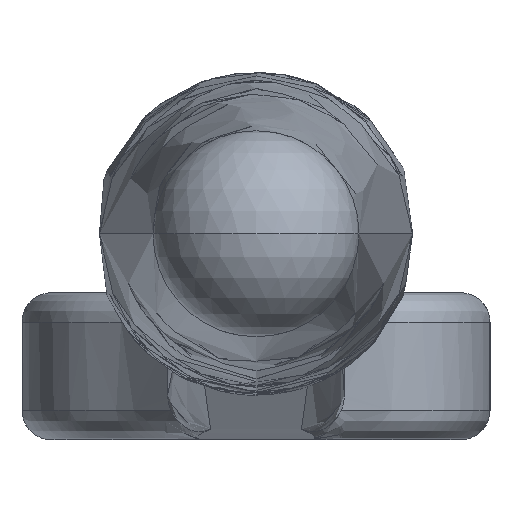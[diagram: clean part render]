
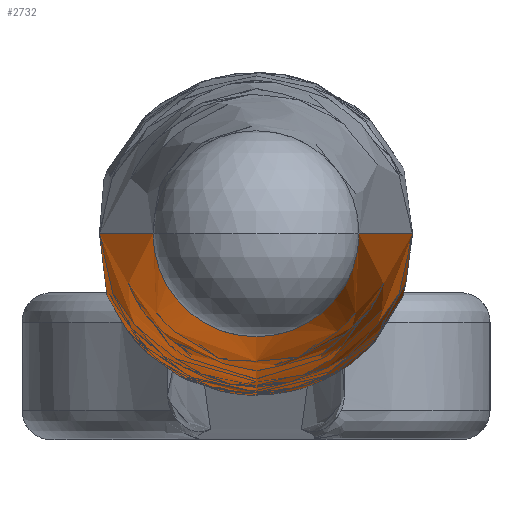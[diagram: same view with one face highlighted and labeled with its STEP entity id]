
A CAD part, front view. The second image highlights one B-rep face of the part: STEP entity #2732.
In plain terms, the highlighted free-form (B-spline) face has degree [2, 3] with [5, 4] control points.
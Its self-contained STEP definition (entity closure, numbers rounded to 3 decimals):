
#73 = AXIS2_PLACEMENT_3D ( 'NONE', #2551, #1386, #425 ) ;
#82 = CARTESIAN_POINT ( 'NONE',  ( -3., 0., 0. ) ) ;
#89 = ORIENTED_EDGE ( 'NONE', *, *, #1198, .T. ) ;
#102 = CARTESIAN_POINT ( 'NONE',  ( 1.074, 0., -2.81 ) ) ;
#103 = CARTESIAN_POINT ( 'NONE',  ( 3.5, -141.5, 0. ) ) ;
#115 = CARTESIAN_POINT ( 'NONE',  ( 3.5, -141.5, 0. ) ) ;
#249 = VERTEX_POINT ( 'NONE', #82 ) ;
#288 = VERTEX_POINT ( 'NONE', #115 ) ;
#303 = CARTESIAN_POINT ( 'NONE',  ( 3., 0., 0. ) ) ;
#310 = CARTESIAN_POINT ( 'NONE',  ( -3.5, -141.5, 0. ) ) ;
#370 = EDGE_CURVE ( 'NONE', #288, #1785, #1837, .T. ) ;
#397 = CARTESIAN_POINT ( 'NONE',  ( -3.5, -141.5, 0. ) ) ;
#425 = DIRECTION ( 'NONE',  ( -1., 0., 0. ) ) ;
#434 = CARTESIAN_POINT ( 'NONE',  ( 2.943, 0.85, -5.886 ) ) ;
#463 = CARTESIAN_POINT ( 'NONE',  ( 7.718, -70.676, -15.435 ) ) ;
#500 = CARTESIAN_POINT ( 'NONE',  ( 2.943, 0.85, 0. ) ) ;
#591 = CARTESIAN_POINT ( 'NONE',  ( 1.66, 0.001, -2.508 ) ) ;
#593 = DIRECTION ( 'NONE',  ( -1., 0., 0. ) ) ;
#621 = CARTESIAN_POINT ( 'NONE',  ( -1.47, 0., -2.625 ) ) ;
#668 = CARTESIAN_POINT ( 'NONE',  ( 3., 0., -6. ) ) ;
#720 = CIRCLE ( 'NONE', #2374, 3. ) ;
#819 = CARTESIAN_POINT ( 'NONE',  ( 2.163, 0., -2.09 ) ) ;
#821 = FACE_OUTER_BOUND ( 'NONE', #2986, .T. ) ;
#853 = CARTESIAN_POINT ( 'NONE',  ( 0.868, 0., -2.88 ) ) ;
#938 = CARTESIAN_POINT ( 'NONE',  ( -7.718, -70.676, -15.435 ) ) ;
#952 = B_SPLINE_CURVE_WITH_KNOTS ( 'NONE', 2,
 ( #1684, #1203, #2844 ),
 .UNSPECIFIED., .F., .F.,
 ( 3, 3 ),
 ( 0., 1. ),
 .UNSPECIFIED. ) ;
#1047 = VERTEX_POINT ( 'NONE', #1239 ) ;
#1057 = CARTESIAN_POINT ( 'NONE',  ( -0.217, 0., -3. ) ) ;
#1058 = CARTESIAN_POINT ( 'NONE',  ( 3.5, -141.5, -7. ) ) ;
#1071 = CARTESIAN_POINT ( 'NONE',  ( -3., 0., 0. ) ) ;
#1076 = CARTESIAN_POINT ( 'NONE',  ( -2.305, 0., -1.921 ) ) ;
#1107 = CARTESIAN_POINT ( 'NONE',  ( 2.006, 0.002, -2.241 ) ) ;
#1191 = CARTESIAN_POINT ( 'NONE',  ( -2.972, 0.425, -5.943 ) ) ;
#1198 = EDGE_CURVE ( 'NONE', #1785, #249, #1655, .T. ) ;
#1202 = DIRECTION ( 'NONE',  ( 0., 1., 0. ) ) ;
#1203 = CARTESIAN_POINT ( 'NONE',  ( 7.718, -70.676, 0. ) ) ;
#1204 = VERTEX_POINT ( 'NONE', #2278 ) ;
#1239 = CARTESIAN_POINT ( 'NONE',  ( -2.305, 0., -1.921 ) ) ;
#1325 = B_SPLINE_CURVE_WITH_KNOTS ( 'NONE', 3,
 ( #2267, #819, #1107, #591, #1807, #102, #853, #2711, #1558, #1057, #1757, #2537, #2478, #621, #3009, #2496, #2053, #1076 ),
 .UNSPECIFIED., .F., .F.,
 ( 4, 2, 2, 2, 2, 2, 2, 2, 4 ),
 ( 0., 0.001, 0.001, 0.002, 0.003, 0.003, 0.004, 0.005, 0.005 ),
 .UNSPECIFIED. ) ;
#1358 = DIRECTION ( 'NONE',  ( 0., 1., 0. ) ) ;
#1386 = DIRECTION ( 'NONE',  ( 0., 1., 0. ) ) ;
#1458 = CARTESIAN_POINT ( 'NONE',  ( -3., 0., -6. ) ) ;
#1466 = CARTESIAN_POINT ( 'NONE',  ( 0., -141.5, 0. ) ) ;
#1552 = ORIENTED_EDGE ( 'NONE', *, *, #1854, .F. ) ;
#1558 = CARTESIAN_POINT ( 'NONE',  ( 0.219, 0., -3. ) ) ;
#1613 = EDGE_CURVE ( 'NONE', #2820, #1204, #720, .T. ) ;
#1655 = B_SPLINE_CURVE_WITH_KNOTS ( 'NONE', 2,
 ( #310, #2032, #1071 ),
 .UNSPECIFIED., .F., .F.,
 ( 3, 3 ),
 ( 0., 1. ),
 .UNSPECIFIED. ) ;
#1684 = CARTESIAN_POINT ( 'NONE',  ( 3.5, -141.5, 0. ) ) ;
#1757 = CARTESIAN_POINT ( 'NONE',  ( -0.438, 0., -2.976 ) ) ;
#1778 = CARTESIAN_POINT ( 'NONE',  ( -3.5, -141.5, -7. ) ) ;
#1785 = VERTEX_POINT ( 'NONE', #397 ) ;
#1791 = EDGE_CURVE ( 'NONE', #1204, #1047, #1325, .T. ) ;
#1807 = CARTESIAN_POINT ( 'NONE',  ( 1.47, 0., -2.624 ) ) ;
#1837 = CIRCLE ( 'NONE', #2883, 3.5 ) ;
#1854 = EDGE_CURVE ( 'NONE', #1047, #249, #3074, .T. ) ;
#1863 = CARTESIAN_POINT ( 'NONE',  ( 7.718, -70.676, 0. ) ) ;
#1882 = CARTESIAN_POINT ( 'NONE',  ( -2.972, 0.425, 0. ) ) ;
#2032 = CARTESIAN_POINT ( 'NONE',  ( -7.718, -70.676, 0. ) ) ;
#2033 = DIRECTION ( 'NONE',  ( -1., 0., 0. ) ) ;
#2053 = CARTESIAN_POINT ( 'NONE',  ( -2.163, 0., -2.09 ) ) ;
#2163 = CARTESIAN_POINT ( 'NONE',  ( 2.972, 0.425, -5.943 ) ) ;
#2267 = CARTESIAN_POINT ( 'NONE',  ( 2.305, 0., -1.921 ) ) ;
#2278 = CARTESIAN_POINT ( 'NONE',  ( 2.305, 0., -1.921 ) ) ;
#2349 = CARTESIAN_POINT ( 'NONE',  ( -2.943, 0.85, -5.886 ) ) ;
#2374 = AXIS2_PLACEMENT_3D ( 'NONE', #2761, #1358, #593 ) ;
#2397 = ORIENTED_EDGE ( 'NONE', *, *, #2630, .F. ) ;
#2408 = CARTESIAN_POINT ( 'NONE',  ( -7.718, -70.676, 0. ) ) ;
#2449 = ORIENTED_EDGE ( 'NONE', *, *, #1791, .F. ) ;
#2478 = CARTESIAN_POINT ( 'NONE',  ( -1.071, 0., -2.811 ) ) ;
#2496 = CARTESIAN_POINT ( 'NONE',  ( -2.003, 0.002, -2.243 ) ) ;
#2537 = CARTESIAN_POINT ( 'NONE',  ( -0.865, 0., -2.881 ) ) ;
#2551 = CARTESIAN_POINT ( 'NONE',  ( 0., 0., 0. ) ) ;
#2594 = CARTESIAN_POINT ( 'NONE',  ( 2.972, 0.425, 0. ) ) ;
#2628 = CARTESIAN_POINT ( 'NONE',  ( -3., 0., 0. ) ) ;
#2630 = EDGE_CURVE ( 'NONE', #288, #2820, #952, .T. ) ;
#2692 =( BOUNDED_SURFACE ( )  B_SPLINE_SURFACE ( 2, 3, ( 
 ( #103, #1058, #1778, #2733 ),
 ( #1863, #463, #938, #2408 ),
 ( #3083, #668, #1458, #2628 ),
 ( #2594, #2163, #1191, #1882 ),
 ( #500, #434, #2349, #2831 ) ),
 .UNSPECIFIED., .F., .F., .F. ) 
 B_SPLINE_SURFACE_WITH_KNOTS ( ( 3, 2, 3 ),
 ( 4, 4 ),
 ( 0., 1., 1.006 ),
 ( 0., 1. ),
 .UNSPECIFIED. ) 
 GEOMETRIC_REPRESENTATION_ITEM ( )  RATIONAL_B_SPLINE_SURFACE ( (
 ( 1., 0.333, 0.333, 1.),
 ( 1., 0.333, 0.333, 1.),
 ( 1., 0.333, 0.333, 1.),
 ( 1., 0.333, 0.333, 1.),
 ( 1., 0.333, 0.333, 1.) ) ) 
 REPRESENTATION_ITEM ( '' )  SURFACE ( )  );
#2700 = ORIENTED_EDGE ( 'NONE', *, *, #1613, .F. ) ;
#2711 = CARTESIAN_POINT ( 'NONE',  ( 0.438, 0., -2.976 ) ) ;
#2730 = ORIENTED_EDGE ( 'NONE', *, *, #370, .T. ) ;
#2732 = ADVANCED_FACE ( 'NONE', ( #821 ), #2692, .F. ) ;
#2733 = CARTESIAN_POINT ( 'NONE',  ( -3.5, -141.5, 0. ) ) ;
#2761 = CARTESIAN_POINT ( 'NONE',  ( 0., 0., 0. ) ) ;
#2820 = VERTEX_POINT ( 'NONE', #303 ) ;
#2831 = CARTESIAN_POINT ( 'NONE',  ( -2.943, 0.85, 0. ) ) ;
#2844 = CARTESIAN_POINT ( 'NONE',  ( 3., 0., 0. ) ) ;
#2883 = AXIS2_PLACEMENT_3D ( 'NONE', #1466, #1202, #2033 ) ;
#2986 = EDGE_LOOP ( 'NONE', ( #2730, #89, #1552, #2449, #2700, #2397 ) ) ;
#3009 = CARTESIAN_POINT ( 'NONE',  ( -1.658, 0.001, -2.509 ) ) ;
#3074 = CIRCLE ( 'NONE', #73, 3. ) ;
#3083 = CARTESIAN_POINT ( 'NONE',  ( 3., 0., 0. ) ) ;
